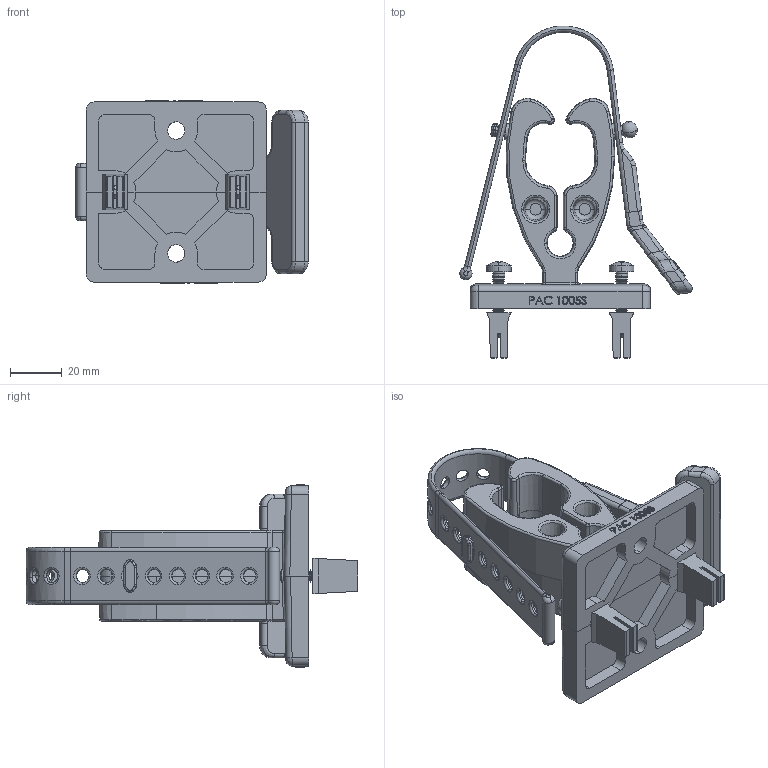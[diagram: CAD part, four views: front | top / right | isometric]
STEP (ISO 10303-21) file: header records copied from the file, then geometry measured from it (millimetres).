
FILE_DESCRIPTION (( 'STEP AP203' ), '1' );
FILE_NAME ('1005S.STEP', '2012-05-02T17:31:57', ( 'jgonzalez' ), ( '' ), 'SwSTEP 2.0', 'SolidWorks 2010', '' );
FILE_SCHEMA (( 'CONFIG_CONTROL_DESIGN' ));
Products named in the file (10): 1005S; 1005P-S; 4016(in use shorty); PM1005S(in use)-2; PM1005S(in use)-1; Part3^4016(in use shorty); 7028; 7016; 2059_#10; 2046
Assembly tree (12 placements, depth 3):
  1005S
    7028
      2046  x2
      2059_#10  x2
      7016  x2
    1005P-S
    4016(in use shorty)
      PM1005S(in use)-1
      PM1005S(in use)-2
      Part3^4016(in use shorty)
Bounding box: 90.14 x 128.68 x 70.64 mm (x, y, z)
Volume: 109669.9 mm3; surface area: 52911.3 mm2
Topology: 32 solids, 32 shells, 1256 faces, 3026 edges, 1856 vertices
Faces by surface type: plane 375, cone 284, cylinder 230, bspline 207, torus 158, sphere 2
Entity records: 42338 total; most frequent: CARTESIAN_POINT 17856, ORIENTED_EDGE 5042, DIRECTION 4603, EDGE_CURVE 2521, AXIS2_PLACEMENT_3D 1730, VERTEX_POINT 1562, LINE 1143, VECTOR 1143
